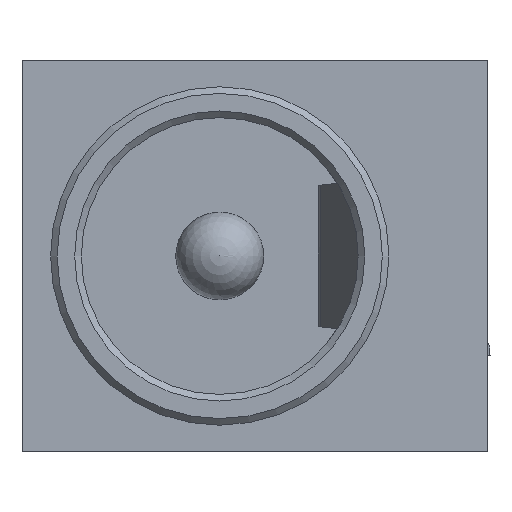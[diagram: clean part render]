
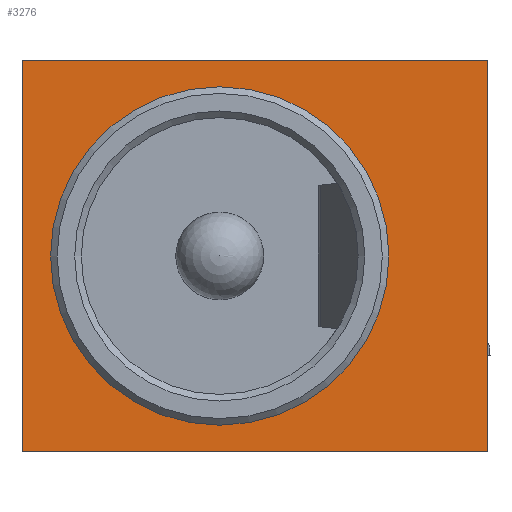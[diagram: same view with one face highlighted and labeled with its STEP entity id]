
A CAD part, left-side view. The second image highlights one B-rep face of the part: STEP entity #3276.
In plain terms, the highlighted planar face has unit normal (-1, 0, 0).
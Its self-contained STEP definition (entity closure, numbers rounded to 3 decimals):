
#86=FACE_BOUND('',#467,.T.);
#131=PLANE('',#3595);
#287=FACE_OUTER_BOUND('',#466,.T.);
#466=EDGE_LOOP('',(#2697,#2698,#2699,#2700));
#467=EDGE_LOOP('',(#2701,#2702));
#694=LINE('',#5270,#1011);
#695=LINE('',#5272,#1012);
#696=LINE('',#5274,#1013);
#697=LINE('',#5275,#1014);
#1011=VECTOR('',#4303,1000.);
#1012=VECTOR('',#4304,1000.);
#1013=VECTOR('',#4305,1000.);
#1014=VECTOR('',#4306,1000.);
#1288=CIRCLE('',#3550,3.85);
#1289=CIRCLE('',#3551,3.85);
#1494=VERTEX_POINT('',#5160);
#1495=VERTEX_POINT('',#5162);
#1527=VERTEX_POINT('',#5268);
#1528=VERTEX_POINT('',#5269);
#1529=VERTEX_POINT('',#5271);
#1530=VERTEX_POINT('',#5273);
#1897=EDGE_CURVE('',#1495,#1494,#1288,.T.);
#1898=EDGE_CURVE('',#1494,#1495,#1289,.T.);
#1943=EDGE_CURVE('',#1527,#1528,#694,.T.);
#1944=EDGE_CURVE('',#1528,#1529,#695,.T.);
#1945=EDGE_CURVE('',#1529,#1530,#696,.T.);
#1946=EDGE_CURVE('',#1530,#1527,#697,.T.);
#2697=ORIENTED_EDGE('',*,*,#1943,.T.);
#2698=ORIENTED_EDGE('',*,*,#1944,.T.);
#2699=ORIENTED_EDGE('',*,*,#1945,.T.);
#2700=ORIENTED_EDGE('',*,*,#1946,.T.);
#2701=ORIENTED_EDGE('',*,*,#1897,.T.);
#2702=ORIENTED_EDGE('',*,*,#1898,.T.);
#3276=ADVANCED_FACE('',(#287,#86),#131,.T.);
#3550=AXIS2_PLACEMENT_3D('',#5163,#4199,#4200);
#3551=AXIS2_PLACEMENT_3D('',#5164,#4201,#4202);
#3595=AXIS2_PLACEMENT_3D('',#5267,#4301,#4302);
#4199=DIRECTION('center_axis',(1.,0.,0.));
#4200=DIRECTION('ref_axis',(0.,1.,0.));
#4201=DIRECTION('center_axis',(1.,0.,0.));
#4202=DIRECTION('ref_axis',(0.,1.,0.));
#4301=DIRECTION('center_axis',(-1.,0.,0.));
#4302=DIRECTION('ref_axis',(0.,0.,-1.));
#4303=DIRECTION('',(0.,-1.,0.));
#4304=DIRECTION('',(0.,0.,1.));
#4305=DIRECTION('',(0.,1.,0.));
#4306=DIRECTION('',(0.,0.,-1.));
#5160=CARTESIAN_POINT('',(-1.2,-3.85,3.75));
#5162=CARTESIAN_POINT('',(-1.2,3.85,3.75));
#5163=CARTESIAN_POINT('Origin',(-1.2,0.,3.75));
#5164=CARTESIAN_POINT('Origin',(-1.2,0.,3.75));
#5267=CARTESIAN_POINT('Origin',(-1.2,4.712,8.378));
#5268=CARTESIAN_POINT('',(-1.2,4.5,-0.7));
#5269=CARTESIAN_POINT('',(-1.2,-6.1,-0.7));
#5270=CARTESIAN_POINT('',(-1.2,-0.8,-0.7));
#5271=CARTESIAN_POINT('',(-1.2,-6.1,8.2));
#5272=CARTESIAN_POINT('',(-1.2,-6.1,3.75));
#5273=CARTESIAN_POINT('',(-1.2,4.5,8.2));
#5274=CARTESIAN_POINT('',(-1.2,-0.8,8.2));
#5275=CARTESIAN_POINT('',(-1.2,4.5,3.75));
